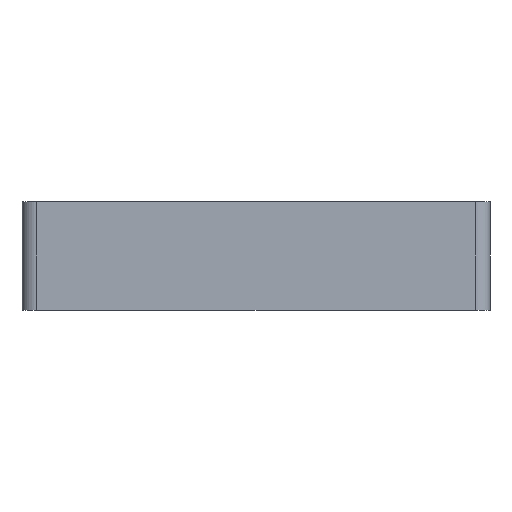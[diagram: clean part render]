
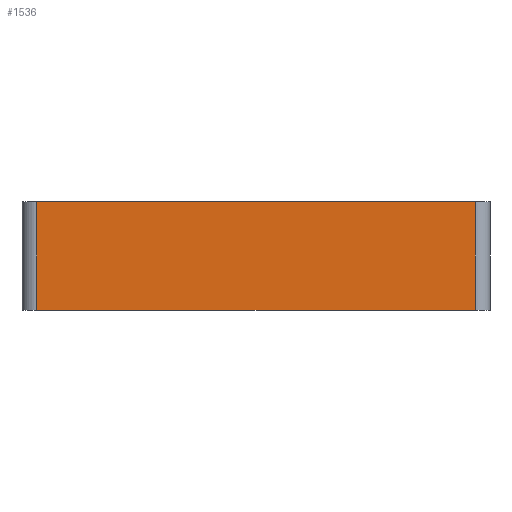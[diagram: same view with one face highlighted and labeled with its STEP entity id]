
A CAD part, front view. The second image highlights one B-rep face of the part: STEP entity #1536.
In plain terms, the highlighted planar face has unit normal (0, -1, 0).
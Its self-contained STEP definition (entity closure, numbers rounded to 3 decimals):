
#111=PLANE('',#1652);
#133=FACE_OUTER_BOUND('',#222,.T.);
#222=EDGE_LOOP('',(#1052,#1053,#1054,#1055));
#326=LINE('',#2210,#430);
#336=LINE('',#2245,#440);
#337=LINE('',#2248,#441);
#338=LINE('',#2249,#442);
#430=VECTOR('',#1808,10.);
#440=VECTOR('',#1840,10.);
#441=VECTOR('',#1843,10.);
#442=VECTOR('',#1844,10.);
#623=VERTEX_POINT('',#2207);
#624=VERTEX_POINT('',#2209);
#638=VERTEX_POINT('',#2243);
#639=VERTEX_POINT('',#2247);
#785=EDGE_CURVE('',#623,#624,#326,.T.);
#803=EDGE_CURVE('',#638,#623,#336,.T.);
#804=EDGE_CURVE('',#639,#638,#337,.T.);
#805=EDGE_CURVE('',#624,#639,#338,.T.);
#1052=ORIENTED_EDGE('',*,*,#803,.F.);
#1053=ORIENTED_EDGE('',*,*,#804,.F.);
#1054=ORIENTED_EDGE('',*,*,#805,.F.);
#1055=ORIENTED_EDGE('',*,*,#785,.F.);
#1536=ADVANCED_FACE('',(#133),#111,.T.);
#1652=AXIS2_PLACEMENT_3D('',#2246,#1841,#1842);
#1808=DIRECTION('',(1.,0.,0.));
#1840=DIRECTION('',(0.,0.,1.));
#1841=DIRECTION('center_axis',(0.,-1.,0.));
#1842=DIRECTION('ref_axis',(-1.,0.,0.));
#1843=DIRECTION('',(-1.,0.,0.));
#1844=DIRECTION('',(0.,0.,-1.));
#2207=CARTESIAN_POINT('',(0.574,-2.429,19.));
#2209=CARTESIAN_POINT('',(89.573,-2.429,19.));
#2210=CARTESIAN_POINT('',(92.573,-2.429,19.));
#2243=CARTESIAN_POINT('',(0.574,-2.429,-3.));
#2245=CARTESIAN_POINT('',(0.574,-2.429,0.));
#2246=CARTESIAN_POINT('Origin',(92.573,-2.429,0.));
#2247=CARTESIAN_POINT('',(89.573,-2.429,-3.));
#2248=CARTESIAN_POINT('',(92.573,-2.429,-3.));
#2249=CARTESIAN_POINT('',(89.573,-2.429,0.));
